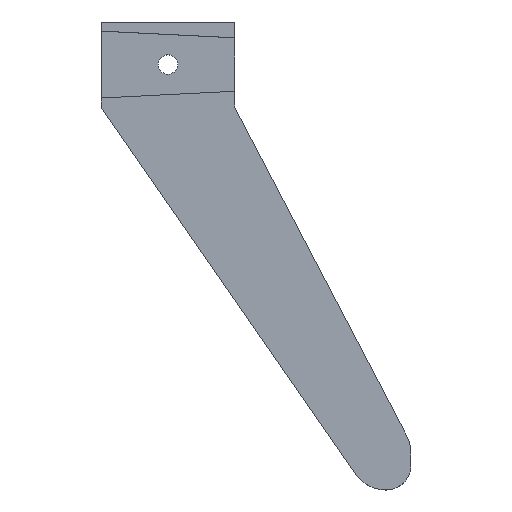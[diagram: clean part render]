
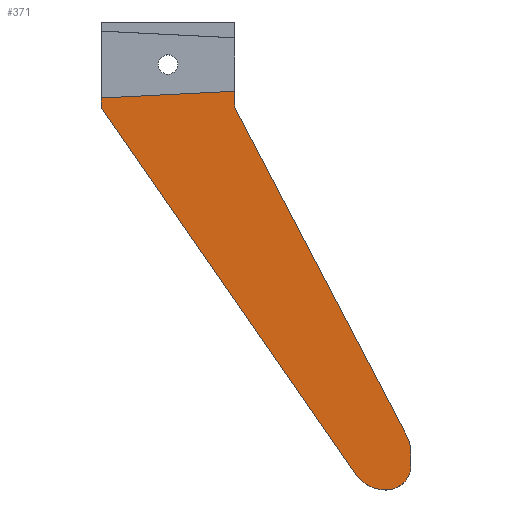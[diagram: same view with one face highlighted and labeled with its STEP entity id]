
A CAD part, top view. The second image highlights one B-rep face of the part: STEP entity #371.
In plain terms, the highlighted planar face has unit normal (0, 0, 1).
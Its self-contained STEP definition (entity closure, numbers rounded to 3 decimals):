
#29=PLANE('',#416);
#48=FACE_OUTER_BOUND('',#69,.T.);
#69=EDGE_LOOP('',(#335,#336,#337,#338,#339,#340,#341,#342,#343,#344,#345,
#346));
#72=LINE('',#532,#111);
#78=LINE('',#556,#117);
#82=LINE('',#568,#121);
#85=LINE('',#574,#124);
#105=LINE('',#618,#144);
#107=LINE('',#621,#146);
#108=LINE('',#623,#147);
#111=VECTOR('',#429,10.);
#117=VECTOR('',#455,10.);
#121=VECTOR('',#467,10.);
#124=VECTOR('',#472,10.);
#144=VECTOR('',#510,10.);
#146=VECTOR('',#514,10.);
#147=VECTOR('',#517,10.);
#148=CIRCLE('',#387,3.);
#150=CIRCLE('',#391,2.);
#152=CIRCLE('',#394,46.596);
#154=CIRCLE('',#397,2.);
#156=CIRCLE('',#401,3.);
#160=VERTEX_POINT('',#522);
#161=VERTEX_POINT('',#523);
#164=VERTEX_POINT('',#531);
#166=VERTEX_POINT('',#537);
#168=VERTEX_POINT('',#543);
#170=VERTEX_POINT('',#549);
#172=VERTEX_POINT('',#555);
#174=VERTEX_POINT('',#561);
#176=VERTEX_POINT('',#567);
#178=VERTEX_POINT('',#573);
#192=VERTEX_POINT('',#615);
#193=VERTEX_POINT('',#617);
#194=EDGE_CURVE('',#160,#161,#148,.T.);
#198=EDGE_CURVE('',#161,#164,#72,.T.);
#201=EDGE_CURVE('',#164,#166,#150,.T.);
#204=EDGE_CURVE('',#166,#168,#152,.T.);
#207=EDGE_CURVE('',#168,#170,#154,.T.);
#210=EDGE_CURVE('',#170,#172,#78,.T.);
#213=EDGE_CURVE('',#172,#174,#156,.T.);
#216=EDGE_CURVE('',#174,#176,#82,.T.);
#219=EDGE_CURVE('',#178,#160,#85,.T.);
#241=EDGE_CURVE('',#193,#192,#105,.T.);
#243=EDGE_CURVE('',#178,#193,#107,.T.);
#244=EDGE_CURVE('',#192,#176,#108,.T.);
#335=ORIENTED_EDGE('',*,*,#244,.T.);
#336=ORIENTED_EDGE('',*,*,#216,.F.);
#337=ORIENTED_EDGE('',*,*,#213,.F.);
#338=ORIENTED_EDGE('',*,*,#210,.F.);
#339=ORIENTED_EDGE('',*,*,#207,.F.);
#340=ORIENTED_EDGE('',*,*,#204,.F.);
#341=ORIENTED_EDGE('',*,*,#201,.F.);
#342=ORIENTED_EDGE('',*,*,#198,.F.);
#343=ORIENTED_EDGE('',*,*,#194,.F.);
#344=ORIENTED_EDGE('',*,*,#219,.F.);
#345=ORIENTED_EDGE('',*,*,#243,.T.);
#346=ORIENTED_EDGE('',*,*,#241,.T.);
#371=ADVANCED_FACE('',(#48),#29,.T.);
#387=AXIS2_PLACEMENT_3D('',#524,#421,#422);
#391=AXIS2_PLACEMENT_3D('',#538,#434,#435);
#394=AXIS2_PLACEMENT_3D('',#544,#441,#442);
#397=AXIS2_PLACEMENT_3D('',#550,#448,#449);
#401=AXIS2_PLACEMENT_3D('',#562,#460,#461);
#416=AXIS2_PLACEMENT_3D('',#624,#518,#519);
#421=DIRECTION('center_axis',(0.,0.,-1.));
#422=DIRECTION('ref_axis',(1.,0.,0.));
#429=DIRECTION('',(0.,-1.,0.));
#434=DIRECTION('center_axis',(0.,0.,-1.));
#435=DIRECTION('ref_axis',(0.,-1.,0.));
#441=DIRECTION('center_axis',(0.,0.,-1.));
#442=DIRECTION('ref_axis',(1.,0.,0.));
#448=DIRECTION('center_axis',(0.,0.,-1.));
#449=DIRECTION('ref_axis',(0.,-1.,0.));
#455=DIRECTION('',(-1.,0.,0.));
#460=DIRECTION('center_axis',(0.,0.,-1.));
#461=DIRECTION('ref_axis',(-0.822,-0.57,0.));
#467=DIRECTION('',(-0.57,0.822,0.));
#472=DIRECTION('',(0.464,-0.886,0.));
#510=DIRECTION('',(-0.999,-0.05,0.));
#514=DIRECTION('',(0.,1.,0.));
#517=DIRECTION('',(0.,-1.,0.));
#518=DIRECTION('center_axis',(0.,0.,1.));
#519=DIRECTION('ref_axis',(1.,0.,0.));
#522=CARTESIAN_POINT('',(19.658,-30.564,1.6));
#523=CARTESIAN_POINT('',(20.,-31.955,1.6));
#524=CARTESIAN_POINT('Origin',(17.,-31.955,1.6));
#531=CARTESIAN_POINT('',(20.,-33.,1.6));
#532=CARTESIAN_POINT('',(20.,-26.125,1.6));
#537=CARTESIAN_POINT('',(19.414,-34.414,1.6));
#538=CARTESIAN_POINT('Origin',(18.,-33.,1.6));
#543=CARTESIAN_POINT('',(19.273,-34.542,1.6));
#544=CARTESIAN_POINT('Origin',(-12.,0.,1.6));
#549=CARTESIAN_POINT('',(18.,-35.,1.6));
#550=CARTESIAN_POINT('Origin',(18.,-33.,1.6));
#555=CARTESIAN_POINT('',(17.925,-35.,1.6));
#556=CARTESIAN_POINT('',(12.587,-35.,1.6));
#561=CARTESIAN_POINT('',(15.46,-33.71,1.6));
#562=CARTESIAN_POINT('Origin',(17.925,-32.,1.6));
#567=CARTESIAN_POINT('',(-5.5,-3.5,1.6));
#568=CARTESIAN_POINT('',(0.26,-11.802,1.6));
#573=CARTESIAN_POINT('',(5.5,-3.5,1.6));
#574=CARTESIAN_POINT('',(16.002,-23.574,1.6));
#615=CARTESIAN_POINT('',(-5.5,-2.75,1.6));
#617=CARTESIAN_POINT('',(5.5,-2.2,1.6));
#618=CARTESIAN_POINT('',(-5.5,-2.75,1.6));
#621=CARTESIAN_POINT('',(5.5,3.5,1.6));
#623=CARTESIAN_POINT('',(-5.5,-3.5,1.6));
#624=CARTESIAN_POINT('Origin',(0.,-2.85,1.6));
